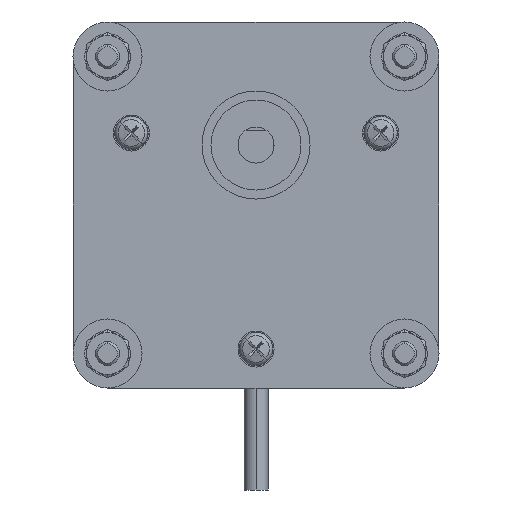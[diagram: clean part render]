
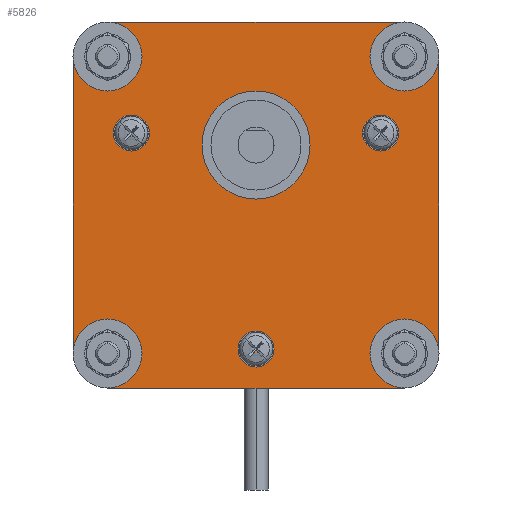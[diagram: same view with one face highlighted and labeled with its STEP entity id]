
A CAD part, left-side view. The second image highlights one B-rep face of the part: STEP entity #5826.
In plain terms, the highlighted planar face has unit normal (-1, 0, 0).
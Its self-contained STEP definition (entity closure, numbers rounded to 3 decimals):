
#5345=CARTESIAN_POINT('POINT717',(1.,0.,-31.));
#5346=VERTEX_POINT('VERTEX717',#5345);
#5353=CARTESIAN_POINT('POINT718',(1.,
   0.,-37.));
#5354=VERTEX_POINT('VERTEX718',#5353);
#5355=CARTESIAN_POINT('POS964',(1.,0.,-34.
   ));
#5356=DIRECTION('DIR1490',(1.,0.,0.));
#5357=DIRECTION('DIR1491',(0.,0.,1.));
#5358=AXIS2_PLACEMENT_3D('AXIS527',#5355,#5356,#5357);
#5359=CIRCLE('ELLIPSE252',#5358,3.);
#5360=EDGE_CURVE('EDGE1133',#5354,#5346,#5359,.T.);
#5380=EDGE_CURVE('EDGE1135',#5346,#5354,#5359,.T.);
#5385=CARTESIAN_POINT('POINT719',(1.,
   -20.785,5.));
#5386=VERTEX_POINT('VERTEX719',#5385);
#5393=CARTESIAN_POINT('POINT720',(1.,
   -20.785,-1.));
#5394=VERTEX_POINT('VERTEX720',#5393);
#5395=CARTESIAN_POINT('POS968',(1.,
   -20.785,2.));
#5396=DIRECTION('DIR1496',(1.,0.,0.));
#5397=DIRECTION('DIR1497',(0.,0.,1.));
#5398=AXIS2_PLACEMENT_3D('AXIS529',#5395,#5396,#5397);
#5399=CIRCLE('ELLIPSE253',#5398,3.);
#5400=EDGE_CURVE('EDGE1137',#5394,#5386,#5399,.T.);
#5420=EDGE_CURVE('EDGE1139',#5386,#5394,#5399,.T.);
#5425=CARTESIAN_POINT('POINT721',(1.,
   20.785,5.));
#5426=VERTEX_POINT('VERTEX721',#5425);
#5433=CARTESIAN_POINT('POINT722',(1.,
   20.785,-1.));
#5434=VERTEX_POINT('VERTEX722',#5433);
#5435=CARTESIAN_POINT('POS972',(1.,
   20.785,2.));
#5436=DIRECTION('DIR1502',(1.,0.,0.));
#5437=DIRECTION('DIR1503',(0.,0.,1.));
#5438=AXIS2_PLACEMENT_3D('AXIS531',#5435,#5436,#5437);
#5439=CIRCLE('ELLIPSE254',#5438,3.);
#5440=EDGE_CURVE('EDGE1141',#5434,#5426,#5439,.T.);
#5460=EDGE_CURVE('EDGE1143',#5426,#5434,#5439,.T.);
#5465=CARTESIAN_POINT('POINT723',(1.,
   0.,9.));
#5466=VERTEX_POINT('VERTEX723',#5465);
#5474=CARTESIAN_POINT('POINT724',(1.,0.,
   -9.));
#5475=VERTEX_POINT('VERTEX724',#5474);
#5482=CARTESIAN_POINT('POS977',(1.,0.,
   0.));
#5483=DIRECTION('DIR1509',(1.,0.,0.));
#5484=DIRECTION('DIR1510',(0.,0.,1.));
#5485=AXIS2_PLACEMENT_3D('AXIS533',#5482,#5483,#5484);
#5486=CIRCLE('ELLIPSE255',#5485,9.);
#5487=EDGE_CURVE('EDGE1146',#5466,#5475,#5486,.T.);
#5498=EDGE_CURVE('EDGE1147',#5475,#5466,#5486,.T.);
#5540=CARTESIAN_POINT('POINT727',(1.,24.749,
   20.5));
#5541=VERTEX_POINT('VERTEX727',#5540);
#5549=CARTESIAN_POINT('POINT728',(1.,
   24.749,8.997));
#5550=VERTEX_POINT('VERTEX728',#5549);
#5557=CARTESIAN_POINT('POS983',(1.,
   24.749,14.749));
#5558=DIRECTION('DIR1519',(1.,0.,0.));
#5559=DIRECTION('DIR1520',(0.,0.,-1.));
#5560=AXIS2_PLACEMENT_3D('AXIS537',#5557,#5558,#5559);
#5561=CIRCLE('ELLIPSE257',#5560,5.751);
#5562=EDGE_CURVE('EDGE1152',#5541,#5550,#5561,.T.);
#5611=CARTESIAN_POINT('POINT732',(1.,30.5,
   -34.749));
#5612=VERTEX_POINT('VERTEX732',#5611);
#5620=CARTESIAN_POINT('POINT733',(1.,18.997,
   -34.749));
#5621=VERTEX_POINT('VERTEX733',#5620);
#5628=CARTESIAN_POINT('POS989',(1.,24.749,
   -34.749));
#5629=DIRECTION('DIR1529',(1.,0.,0.));
#5630=DIRECTION('DIR1530',(0.,0.,-1.));
#5631=AXIS2_PLACEMENT_3D('AXIS541',#5628,#5629,#5630);
#5632=CIRCLE('ELLIPSE259',#5631,5.751);
#5633=EDGE_CURVE('EDGE1158',#5612,#5621,#5632,.T.);
#5678=CARTESIAN_POINT('POINT736',(1.,-24.749,
   -40.5));
#5679=VERTEX_POINT('VERTEX736',#5678);
#5687=CARTESIAN_POINT('POINT737',(1.,-24.749,
   -28.997));
#5688=VERTEX_POINT('VERTEX737',#5687);
#5695=CARTESIAN_POINT('POS995',(1.,-24.749,
   -34.749));
#5696=DIRECTION('DIR1539',(1.,0.,0.));
#5697=DIRECTION('DIR1540',(0.,0.,-1.));
#5698=AXIS2_PLACEMENT_3D('AXIS545',#5695,#5696,#5697);
#5699=CIRCLE('ELLIPSE261',#5698,5.751);
#5700=EDGE_CURVE('EDGE1163',#5679,#5688,#5699,.T.);
#5749=ORIENTED_EDGE('COEDGE2309',*,*,#5498,.T.);
#5750=ORIENTED_EDGE('COEDGE2310',*,*,#5487,.T.);
#5751=EDGE_LOOP('NONE',(#5749,#5750));
#5752=FACE_BOUND('LOOP1',#5751,.T.);
#5753=ORIENTED_EDGE('COEDGE2311',*,*,#5460,.T.);
#5754=ORIENTED_EDGE('COEDGE2312',*,*,#5440,.T.);
#5755=EDGE_LOOP('NONE',(#5753,#5754));
#5756=FACE_BOUND('LOOP1',#5755,.T.);
#5757=ORIENTED_EDGE('COEDGE2313',*,*,#5420,.T.);
#5758=ORIENTED_EDGE('COEDGE2314',*,*,#5400,.T.);
#5759=EDGE_LOOP('NONE',(#5757,#5758));
#5760=FACE_BOUND('LOOP1',#5759,.T.);
#5761=ORIENTED_EDGE('COEDGE2315',*,*,#5380,.T.);
#5762=ORIENTED_EDGE('COEDGE2316',*,*,#5360,.T.);
#5763=EDGE_LOOP('NONE',(#5761,#5762));
#5764=FACE_BOUND('LOOP1',#5763,.T.);
#5765=ORIENTED_EDGE('COEDGE2317',*,*,#5633,.T.);
#5766=CARTESIAN_POINT('POINT741',(1.,24.749,
   -40.5));
#5767=VERTEX_POINT('VERTEX741',#5766);
#5768=EDGE_CURVE('EDGE1167',#5621,#5767,#5632,.T.);
#5769=ORIENTED_EDGE('COEDGE2318',*,*,#5768,.T.);
#5770=CARTESIAN_POINT('POS999',(1.,24.749,
   -40.5));
#5771=DIRECTION('DIR1547',(0.,-1.,0.));
#5772=VECTOR('VEC451',#5771,1.);
#5773=LINE('STRAIGHT451',#5770,#5772);
#5774=EDGE_CURVE('EDGE1168',#5767,#5679,#5773,.T.);
#5775=ORIENTED_EDGE('COEDGE2319',*,*,#5774,.T.);
#5776=ORIENTED_EDGE('COEDGE2320',*,*,#5700,.T.);
#5777=CARTESIAN_POINT('POINT742',(1.,-30.5,
   -34.749));
#5778=VERTEX_POINT('VERTEX742',#5777);
#5779=EDGE_CURVE('EDGE1169',#5688,#5778,#5699,.T.);
#5780=ORIENTED_EDGE('COEDGE2321',*,*,#5779,.T.);
#5781=CARTESIAN_POINT('POINT743',(1.,-30.5,
   14.749));
#5782=VERTEX_POINT('VERTEX743',#5781);
#5783=CARTESIAN_POINT('POS1000',(1.,-30.5,
   -10.));
#5784=DIRECTION('DIR1548',(0.,0.,1.));
#5785=VECTOR('VEC452',#5784,1.);
#5786=LINE('STRAIGHT452',#5783,#5785);
#5787=EDGE_CURVE('EDGE1170',#5778,#5782,#5786,.T.);
#5788=ORIENTED_EDGE('COEDGE2322',*,*,#5787,.T.);
#5789=CARTESIAN_POINT('POINT744',(1.,
   -18.997,14.749));
#5790=VERTEX_POINT('VERTEX744',#5789);
#5791=CARTESIAN_POINT('POS1001',(1.,
   -24.749,14.749));
#5792=DIRECTION('DIR1549',(1.,0.,0.));
#5793=DIRECTION('DIR1550',(0.,0.,-1.));
#5794=AXIS2_PLACEMENT_3D('AXIS549',#5791,#5792,#5793);
#5795=CIRCLE('ELLIPSE263',#5794,5.751);
#5796=EDGE_CURVE('EDGE1171',#5782,#5790,#5795,.T.);
#5797=ORIENTED_EDGE('COEDGE2323',*,*,#5796,.T.);
#5798=CARTESIAN_POINT('POINT745',(1.,-24.749,
   20.5));
#5799=VERTEX_POINT('VERTEX745',#5798);
#5800=EDGE_CURVE('EDGE1172',#5790,#5799,#5795,.T.);
#5801=ORIENTED_EDGE('COEDGE2324',*,*,#5800,.T.);
#5802=CARTESIAN_POINT('POS1002',(1.,-24.749,
   20.5));
#5803=DIRECTION('DIR1551',(0.,1.,0.));
#5804=VECTOR('VEC453',#5803,1.);
#5805=LINE('STRAIGHT453',#5802,#5804);
#5806=EDGE_CURVE('EDGE1173',#5799,#5541,#5805,.T.);
#5807=ORIENTED_EDGE('COEDGE2325',*,*,#5806,.T.);
#5808=ORIENTED_EDGE('COEDGE2326',*,*,#5562,.T.);
#5809=CARTESIAN_POINT('POINT746',(1.,30.5,
   14.749));
#5810=VERTEX_POINT('VERTEX746',#5809);
#5811=EDGE_CURVE('EDGE1174',#5550,#5810,#5561,.T.);
#5812=ORIENTED_EDGE('COEDGE2327',*,*,#5811,.T.);
#5813=CARTESIAN_POINT('POS1003',(1.,30.5,
   14.749));
#5814=DIRECTION('DIR1552',(0.,0.,-1.));
#5815=VECTOR('VEC454',#5814,1.);
#5816=LINE('STRAIGHT454',#5813,#5815);
#5817=EDGE_CURVE('EDGE1175',#5810,#5612,#5816,.T.);
#5818=ORIENTED_EDGE('COEDGE2328',*,*,#5817,.T.);
#5819=EDGE_LOOP('NONE',(#5765,#5769,#5775,#5776,#5780,#5788,#5797,#5801,
   #5807,#5808,#5812,#5818));
#5820=FACE_BOUND('LOOP1',#5819,.T.);
#5821=CARTESIAN_POINT('POS1004',(1.,0.,-10.));
#5822=DIRECTION('DIR1553',(1.,0.,0.));
#5823=DIRECTION('DIR1554',(0.,1.,0.));
#5824=AXIS2_PLACEMENT_3D('AXIS550',#5821,#5822,#5823);
#5825=PLANE('PLANE175',#5824);
#5826=ADVANCED_FACE('FACE483',(#5752,#5756,#5760,#5764,#5820),#5825,.F.)
   ;
